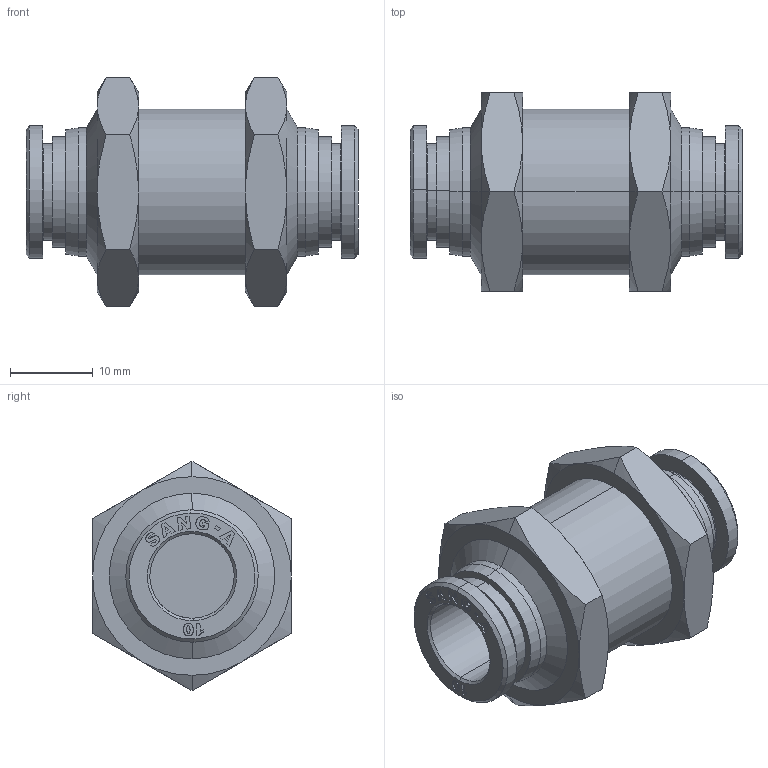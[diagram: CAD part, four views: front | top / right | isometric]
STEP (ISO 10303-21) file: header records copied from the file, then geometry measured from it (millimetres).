
FILE_DESCRIPTION((''),'2;1');
FILE_NAME('GPMM_10(3D).stp','2012-12-26T18:02:20',(''),(''),'Mechanical Desktop.R8.0.24.0','Mechanical Desktop.R8.0.24.0',', , ');
FILE_SCHEMA(('CONFIG_CONTROL_DESIGN'));
Length unit declared in the file: millimetre
Products named in the file (2): GPMM_10(3D); ºÎÇ°1
Assembly tree (1 placements, depth 2):
  GPMM_10(3D)
    ºÎÇ°1
Bounding box: 40.1 x 24 x 27.71 mm (x, y, z)
Volume: 8908 mm3; surface area: 5183.2 mm2
Topology: 1 solids, 1 shells, 868 faces, 2442 edges, 1610 vertices
Faces by surface type: plane 778, cone 52, cylinder 28, bspline 10
Entity records: 27617 total; most frequent: CARTESIAN_POINT 5204, ORIENTED_EDGE 4884, DIRECTION 4200, EDGE_CURVE 2442, VECTOR 2268, LINE 2268, VERTEX_POINT 1610, AXIS2_PLACEMENT_3D 966
